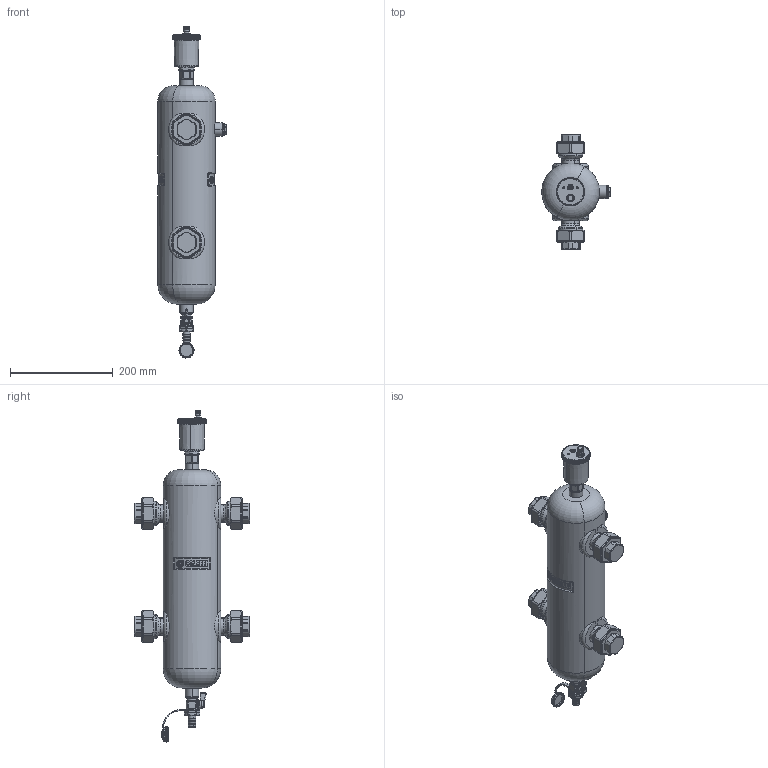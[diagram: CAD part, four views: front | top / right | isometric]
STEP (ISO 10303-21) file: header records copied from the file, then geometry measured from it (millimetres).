
FILE_DESCRIPTION(('CATIA V5 STEP Exchange','CAx-IF Rec.Pracs.--- Model Styling and Organization---1.4--- 2014-01-23','CAx-IF Rec.Pracs.---3D Tessellated Data Validation Properties---0.5---2014-09-14'),'2;1');
FILE_NAME('STEP_548006_-_TST.stp','2022-07-29T07:58:07+00:00',('none'),('none'),'CATIA Version 5-6 Release 2019 SP3','CATIA V5 STEP AP242 v1','none');
FILE_SCHEMA(('AP242_MANAGED_MODEL_BASED_3D_ENGINEERING_MIM_LF {1 0 10303 442 1 1 4}'));
Length unit declared in the file: millimetre
Products named in the file (1): 548006 - TST
Bounding box: 133.3 x 224 x 646.44 mm (x, y, z)
Volume: 4642590.5 mm3; surface area: 241270.4 mm2
Topology: 1 solids, 7 shells, 2945 faces, 7449 edges, 4368 vertices
Faces by surface type: cylinder 965, bspline 649, plane 636, torus 274, cone 209, sphere 166, extrusion 38, revolution 8
Entity records: 121008 total; most frequent: CARTESIAN_POINT 62630, ORIENTED_EDGE 14490, DIRECTION 7635, EDGE_CURVE 7245, VERTEX_POINT 4368, AXIS2_PLACEMENT_3D 3781, B_SPLINE_CURVE_WITH_KNOTS 3324, EDGE_LOOP 3017
